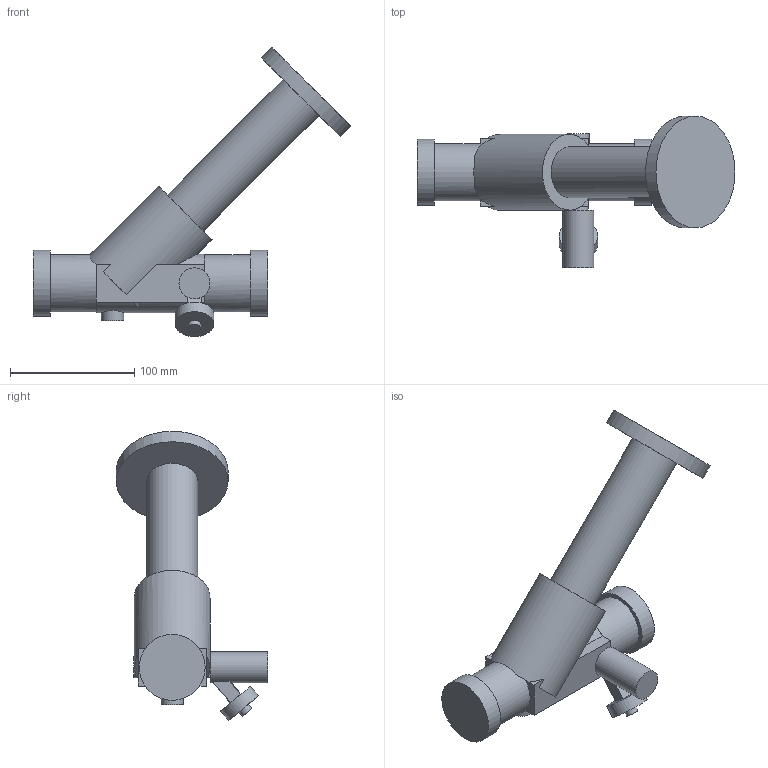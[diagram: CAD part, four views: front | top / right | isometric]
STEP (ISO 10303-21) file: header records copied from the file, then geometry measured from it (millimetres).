
FILE_DESCRIPTION(/* description */ ('STEP AP203'),/* implementation_level */ '2;1');
FILE_NAME(/* name */ '06001040CH',/* time_stamp */ '2024-03-19T17:35:04+01:00',/* author */ ('License CC BY-ND 4.0'),/* organization */ ('CADENAS'),/* preprocessor_version */ 'ST-DEVELOPER v19.3',/* originating_system */ 'PARTsolutions',/* authorisation */ ' ');
FILE_SCHEMA (('CONFIG_CONTROL_DESIGN'));
Length unit declared in the file: millimetre
Products named in the file (1): 06001040CH
Bounding box: 256 x 121.9 x 232.86 mm (x, y, z)
Volume: 807362.4 mm3; surface area: 85317.2 mm2
Topology: 1 solids, 1 shells, 54 faces, 125 edges, 82 vertices
Faces by surface type: plane 37, cylinder 17
Full cylindrical faces by diameter (mm): 10 x1, 16 x1, 17 x1, 18 x1, 24.98 x1, 31.25 x1, 41 x1, 46 x2, 53.06 x2, 61 x1, 90 x1
Entity records: 1500 total; most frequent: CARTESIAN_POINT 288, DIRECTION 257, ORIENTED_EDGE 214, EDGE_CURVE 107, AXIS2_PLACEMENT_3D 101, VERTEX_POINT 77, EDGE_LOOP 76, FACE_BOUND 76
